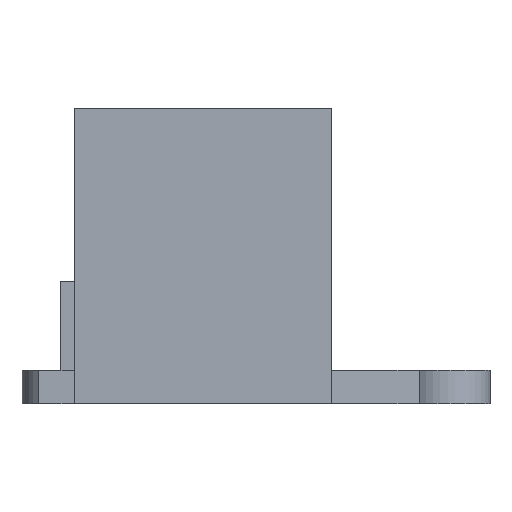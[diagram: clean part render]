
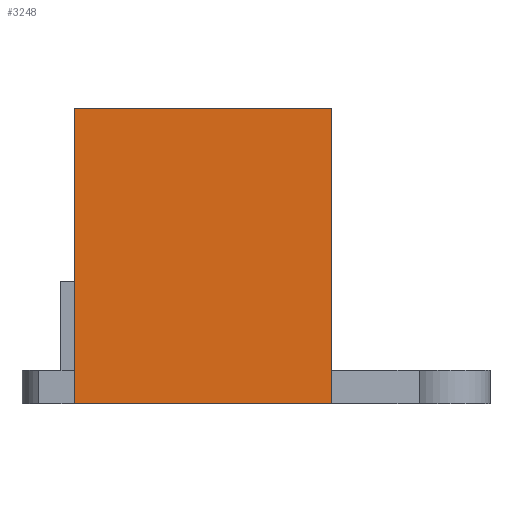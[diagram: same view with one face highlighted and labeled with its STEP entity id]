
A CAD part, left-side view. The second image highlights one B-rep face of the part: STEP entity #3248.
In plain terms, the highlighted planar face has unit normal (-1, 0, 0).
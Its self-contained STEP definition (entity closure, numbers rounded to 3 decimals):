
#100 = PLANE('',#101);
#101 = AXIS2_PLACEMENT_3D('',#102,#103,#104);
#102 = CARTESIAN_POINT('',(8.254,3.006,16.));
#103 = DIRECTION('',(0.,0.,-1.));
#104 = DIRECTION('',(0.,-1.,0.));
#484 = PLANE('',#485);
#485 = AXIS2_PLACEMENT_3D('',#486,#487,#488);
#486 = CARTESIAN_POINT('',(-7.,-11.8,42.5));
#487 = DIRECTION('',(0.,1.,0.));
#488 = DIRECTION('',(1.,0.,0.));
#512 = PLANE('',#513);
#513 = AXIS2_PLACEMENT_3D('',#514,#515,#516);
#514 = CARTESIAN_POINT('',(-8.312,-0.635,42.5));
#515 = DIRECTION('',(0.,0.,1.));
#516 = DIRECTION('',(0.,-1.,0.));
#647 = PLANE('',#648);
#648 = AXIS2_PLACEMENT_3D('',#649,#650,#651);
#649 = CARTESIAN_POINT('',(-7.,11.3,42.5));
#650 = DIRECTION('',(0.,1.,0.));
#651 = DIRECTION('',(1.,0.,0.));
#3034 = VERTEX_POINT('',#3035);
#3035 = CARTESIAN_POINT('',(-17.,-11.8,42.5));
#3056 = EDGE_CURVE('',#3034,#3057,#3059,.T.);
#3057 = VERTEX_POINT('',#3058);
#3058 = CARTESIAN_POINT('',(-17.,-11.8,16.));
#3059 = SURFACE_CURVE('',#3060,(#3064,#3071),.PCURVE_S1.);
#3060 = LINE('',#3061,#3062);
#3061 = CARTESIAN_POINT('',(-17.,-11.8,42.5));
#3062 = VECTOR('',#3063,1.);
#3063 = DIRECTION('',(0.,0.,-1.));
#3064 = PCURVE('',#484,#3065);
#3065 = DEFINITIONAL_REPRESENTATION('',(#3066),#3070);
#3066 = LINE('',#3067,#3068);
#3067 = CARTESIAN_POINT('',(-10.,0.));
#3068 = VECTOR('',#3069,1.);
#3069 = DIRECTION('',(0.,1.));
#3070 = ( GEOMETRIC_REPRESENTATION_CONTEXT(2) 
PARAMETRIC_REPRESENTATION_CONTEXT() REPRESENTATION_CONTEXT('2D SPACE',''
  ) );
#3071 = PCURVE('',#3072,#3077);
#3072 = PLANE('',#3073);
#3073 = AXIS2_PLACEMENT_3D('',#3074,#3075,#3076);
#3074 = CARTESIAN_POINT('',(-17.,-11.8,42.5));
#3075 = DIRECTION('',(-1.,0.,0.));
#3076 = DIRECTION('',(0.,-1.,0.));
#3077 = DEFINITIONAL_REPRESENTATION('',(#3078),#3082);
#3078 = LINE('',#3079,#3080);
#3079 = CARTESIAN_POINT('',(0.,0.));
#3080 = VECTOR('',#3081,1.);
#3081 = DIRECTION('',(0.,-1.));
#3082 = ( GEOMETRIC_REPRESENTATION_CONTEXT(2) 
PARAMETRIC_REPRESENTATION_CONTEXT() REPRESENTATION_CONTEXT('2D SPACE',''
  ) );
#3248 = ADVANCED_FACE('',(#3249),#3072,.T.);
#3249 = FACE_BOUND('',#3250,.F.);
#3250 = EDGE_LOOP('',(#3251,#3276,#3297,#3298));
#3251 = ORIENTED_EDGE('',*,*,#3252,.F.);
#3252 = EDGE_CURVE('',#3253,#3255,#3257,.T.);
#3253 = VERTEX_POINT('',#3254);
#3254 = CARTESIAN_POINT('',(-17.,11.3,42.5));
#3255 = VERTEX_POINT('',#3256);
#3256 = CARTESIAN_POINT('',(-17.,11.3,16.));
#3257 = SURFACE_CURVE('',#3258,(#3262,#3269),.PCURVE_S1.);
#3258 = LINE('',#3259,#3260);
#3259 = CARTESIAN_POINT('',(-17.,11.3,42.5));
#3260 = VECTOR('',#3261,1.);
#3261 = DIRECTION('',(0.,0.,-1.));
#3262 = PCURVE('',#3072,#3263);
#3263 = DEFINITIONAL_REPRESENTATION('',(#3264),#3268);
#3264 = LINE('',#3265,#3266);
#3265 = CARTESIAN_POINT('',(-23.1,0.));
#3266 = VECTOR('',#3267,1.);
#3267 = DIRECTION('',(0.,-1.));
#3268 = ( GEOMETRIC_REPRESENTATION_CONTEXT(2) 
PARAMETRIC_REPRESENTATION_CONTEXT() REPRESENTATION_CONTEXT('2D SPACE',''
  ) );
#3269 = PCURVE('',#647,#3270);
#3270 = DEFINITIONAL_REPRESENTATION('',(#3271),#3275);
#3271 = LINE('',#3272,#3273);
#3272 = CARTESIAN_POINT('',(-10.,0.));
#3273 = VECTOR('',#3274,1.);
#3274 = DIRECTION('',(0.,1.));
#3275 = ( GEOMETRIC_REPRESENTATION_CONTEXT(2) 
PARAMETRIC_REPRESENTATION_CONTEXT() REPRESENTATION_CONTEXT('2D SPACE',''
  ) );
#3276 = ORIENTED_EDGE('',*,*,#3277,.F.);
#3277 = EDGE_CURVE('',#3034,#3253,#3278,.T.);
#3278 = SURFACE_CURVE('',#3279,(#3283,#3290),.PCURVE_S1.);
#3279 = LINE('',#3280,#3281);
#3280 = CARTESIAN_POINT('',(-17.,-11.8,42.5));
#3281 = VECTOR('',#3282,1.);
#3282 = DIRECTION('',(0.,1.,0.));
#3283 = PCURVE('',#3072,#3284);
#3284 = DEFINITIONAL_REPRESENTATION('',(#3285),#3289);
#3285 = LINE('',#3286,#3287);
#3286 = CARTESIAN_POINT('',(0.,0.));
#3287 = VECTOR('',#3288,1.);
#3288 = DIRECTION('',(-1.,0.));
#3289 = ( GEOMETRIC_REPRESENTATION_CONTEXT(2) 
PARAMETRIC_REPRESENTATION_CONTEXT() REPRESENTATION_CONTEXT('2D SPACE',''
  ) );
#3290 = PCURVE('',#512,#3291);
#3291 = DEFINITIONAL_REPRESENTATION('',(#3292),#3296);
#3292 = LINE('',#3293,#3294);
#3293 = CARTESIAN_POINT('',(11.165,-8.688));
#3294 = VECTOR('',#3295,1.);
#3295 = DIRECTION('',(-1.,0.));
#3296 = ( GEOMETRIC_REPRESENTATION_CONTEXT(2) 
PARAMETRIC_REPRESENTATION_CONTEXT() REPRESENTATION_CONTEXT('2D SPACE',''
  ) );
#3297 = ORIENTED_EDGE('',*,*,#3056,.T.);
#3298 = ORIENTED_EDGE('',*,*,#3299,.T.);
#3299 = EDGE_CURVE('',#3057,#3255,#3300,.T.);
#3300 = SURFACE_CURVE('',#3301,(#3305,#3312),.PCURVE_S1.);
#3301 = LINE('',#3302,#3303);
#3302 = CARTESIAN_POINT('',(-17.,-11.8,16.));
#3303 = VECTOR('',#3304,1.);
#3304 = DIRECTION('',(0.,1.,0.));
#3305 = PCURVE('',#3072,#3306);
#3306 = DEFINITIONAL_REPRESENTATION('',(#3307),#3311);
#3307 = LINE('',#3308,#3309);
#3308 = CARTESIAN_POINT('',(0.,-26.5));
#3309 = VECTOR('',#3310,1.);
#3310 = DIRECTION('',(-1.,0.));
#3311 = ( GEOMETRIC_REPRESENTATION_CONTEXT(2) 
PARAMETRIC_REPRESENTATION_CONTEXT() REPRESENTATION_CONTEXT('2D SPACE',''
  ) );
#3312 = PCURVE('',#100,#3313);
#3313 = DEFINITIONAL_REPRESENTATION('',(#3314),#3318);
#3314 = LINE('',#3315,#3316);
#3315 = CARTESIAN_POINT('',(14.806,25.254));
#3316 = VECTOR('',#3317,1.);
#3317 = DIRECTION('',(-1.,0.));
#3318 = ( GEOMETRIC_REPRESENTATION_CONTEXT(2) 
PARAMETRIC_REPRESENTATION_CONTEXT() REPRESENTATION_CONTEXT('2D SPACE',''
  ) );
